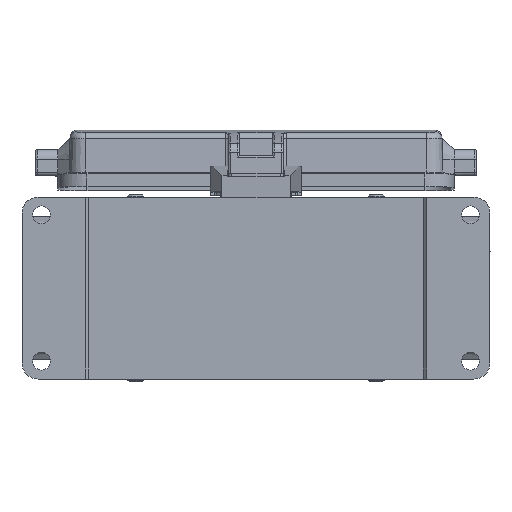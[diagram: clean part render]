
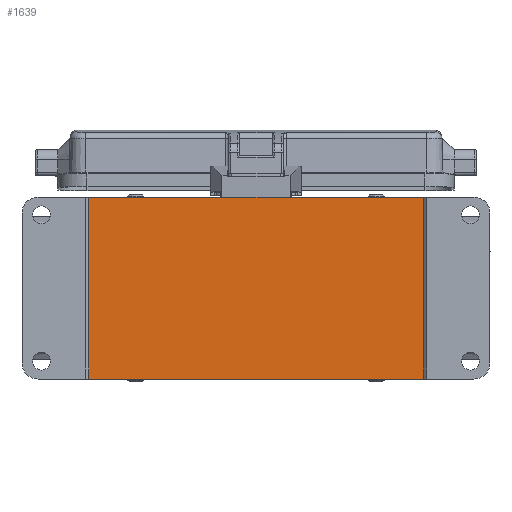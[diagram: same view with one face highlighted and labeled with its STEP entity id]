
A CAD part, front view. The second image highlights one B-rep face of the part: STEP entity #1639.
In plain terms, the highlighted planar face has unit normal (0, -1, 0).
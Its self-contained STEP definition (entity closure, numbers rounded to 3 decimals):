
#1639=ADVANCED_FACE('NONE',(#2586),#2203,.F.);
#2203=PLANE('',#12271);
#2586=FACE_OUTER_BOUND('',#3272,.T.);
#3272=EDGE_LOOP('',(#6376,#6377,#6378,#6379));
#4022=LINE('',#17792,#4870);
#4028=LINE('',#17807,#4876);
#4033=LINE('',#17815,#4881);
#4046=LINE('',#18236,#4894);
#4870=VECTOR('',#13838,1.);
#4876=VECTOR('',#13850,1.);
#4881=VECTOR('',#13857,1.);
#4894=VECTOR('',#13936,1.);
#6376=ORIENTED_EDGE('',*,*,#10577,.F.);
#6377=ORIENTED_EDGE('',*,*,#10582,.F.);
#6378=ORIENTED_EDGE('',*,*,#10570,.F.);
#6379=ORIENTED_EDGE('',*,*,#10622,.F.);
#9311=VERTEX_POINT('',#17787);
#9313=VERTEX_POINT('',#17791);
#9317=VERTEX_POINT('',#17802);
#9319=VERTEX_POINT('',#17806);
#10570=EDGE_CURVE('NONE',#9313,#9311,#4022,.T.);
#10577=EDGE_CURVE('NONE',#9319,#9317,#4028,.T.);
#10582=EDGE_CURVE('NONE',#9311,#9319,#4033,.T.);
#10622=EDGE_CURVE('NONE',#9317,#9313,#4046,.T.);
#12271=AXIS2_PLACEMENT_3D('',#18237,#13937,#13938);
#13838=DIRECTION('',(0.,0.,1.));
#13850=DIRECTION('',(0.,0.,-1.));
#13857=DIRECTION('',(1.,0.,0.));
#13936=DIRECTION('',(-1.,0.,0.));
#13937=DIRECTION('',(0.,1.,0.));
#13938=DIRECTION('',(0.,0.,1.));
#17787=CARTESIAN_POINT('',(-51.5,-22.995,28.));
#17791=CARTESIAN_POINT('',(-51.5,-22.995,-28.));
#17792=CARTESIAN_POINT('',(-51.5,-22.995,33.6));
#17802=CARTESIAN_POINT('',(51.5,-22.995,-28.));
#17806=CARTESIAN_POINT('',(51.5,-22.995,28.));
#17807=CARTESIAN_POINT('',(51.5,-22.995,33.6));
#17815=CARTESIAN_POINT('',(51.5,-22.995,28.));
#18236=CARTESIAN_POINT('',(72.,-22.995,-28.));
#18237=CARTESIAN_POINT('',(51.5,-22.995,33.6));
